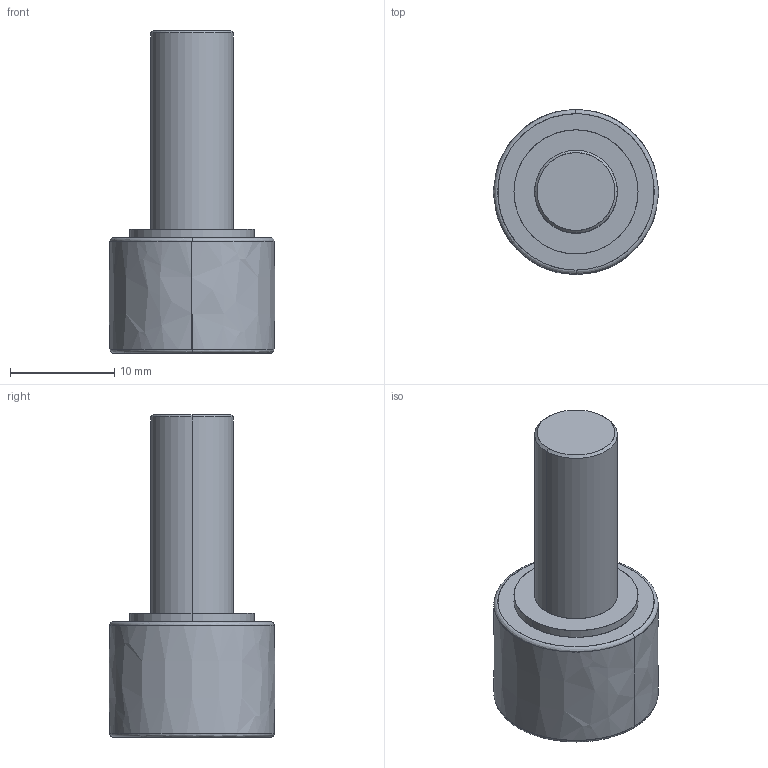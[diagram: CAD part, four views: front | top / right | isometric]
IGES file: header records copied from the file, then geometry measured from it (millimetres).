
Start section: SolidWorks IGES file using analytic representation for surfaces
Global section: file name: CCDEFAU0812153375143.igs; native system: SolidWorks 2017; preprocessor: SolidWorks 2017; author: partstream; date: 170812.150339; units: millimetre
Bounding box: 15.86 x 15.86 x 30.95 mm (x, y, z)
Surface area: 1498.4 mm2 (no closed solid volume)
Topology: 0 solids, 0 shells, 31 faces, 429 edges, 446 vertices
Faces by surface type: bspline 19, revolution 12
